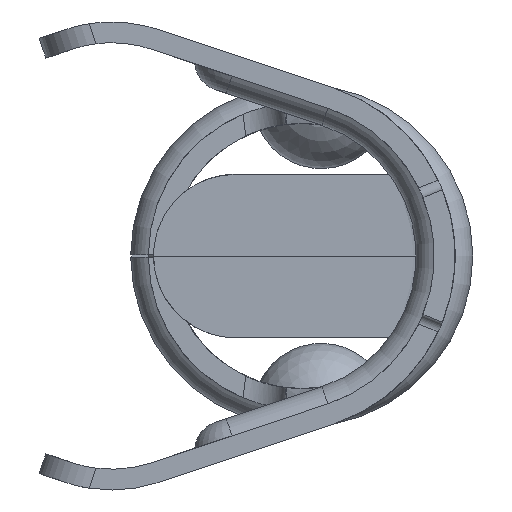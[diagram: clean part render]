
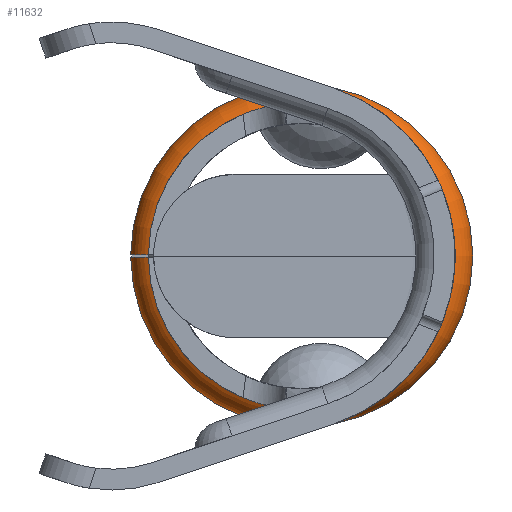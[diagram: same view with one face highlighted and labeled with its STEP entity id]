
A CAD part, left-side view. The second image highlights one B-rep face of the part: STEP entity #11632.
In plain terms, the highlighted toroidal (fillet/blend) face has major radius 3.416 mm and minor radius 0.762 mm.
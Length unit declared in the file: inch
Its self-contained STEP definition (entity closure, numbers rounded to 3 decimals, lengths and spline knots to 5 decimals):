
#163 = ORIENTED_EDGE ( 'NONE', *, *, #9338, .T. ) ;
#1457 = CARTESIAN_POINT ( 'NONE',  ( -0.787, 0., 0. ) ) ;
#1658 = CIRCLE ( 'NONE', #10758, 0.1475 ) ;
#1972 = CARTESIAN_POINT ( 'NONE',  ( -0.75996, 0.1645, 0.001 ) ) ;
#3182 = DIRECTION ( 'NONE',  ( 1., 0., 0. ) ) ;
#3445 = EDGE_CURVE ( 'NONE', #4763, #16083, #12584, .T. ) ;
#3530 = CARTESIAN_POINT ( 'NONE',  ( -0.7807, 0.1569, 0.001 ) ) ;
#3732 = CARTESIAN_POINT ( 'NONE',  ( -0.7712, 0.16287, -0.001 ) ) ;
#3844 = DIRECTION ( 'NONE',  ( 0., 1., 0. ) ) ;
#3948 = VERTEX_POINT ( 'NONE', #1972 ) ;
#4719 = ORIENTED_EDGE ( 'NONE', *, *, #3445, .T. ) ;
#4763 = VERTEX_POINT ( 'NONE', #9429 ) ;
#4950 = CARTESIAN_POINT ( 'NONE',  ( -0.787, 0.1475, -0.001 ) ) ;
#5462 = CARTESIAN_POINT ( 'NONE',  ( -0.787, 0.1475, 0.001 ) ) ;
#6182 = EDGE_CURVE ( 'NONE', #3948, #8335, #15251, .T. ) ;
#6430 = DIRECTION ( 'NONE',  ( 1., 0., 0. ) ) ;
#6779 = EDGE_LOOP ( 'NONE', ( #163, #4719, #12784, #8788 ) ) ;
#8157 = DIRECTION ( 'NONE',  ( 0., 1., 0. ) ) ;
#8335 = VERTEX_POINT ( 'NONE', #5462 ) ;
#8408 = CIRCLE ( 'NONE', #10496, 0.1645 ) ;
#8504 = CARTESIAN_POINT ( 'NONE',  ( -0.78458, 0.15253, 0.001 ) ) ;
#8671 = TOROIDAL_SURFACE ( 'NONE', #10743, 0.1345, 0.03 ) ;
#8708 = CARTESIAN_POINT ( 'NONE',  ( -0.76555, 0.1645, -0.001 ) ) ;
#8788 = ORIENTED_EDGE ( 'NONE', *, *, #6182, .T. ) ;
#9338 = EDGE_CURVE ( 'NONE', #8335, #4763, #1658, .T. ) ;
#9429 = CARTESIAN_POINT ( 'NONE',  ( -0.787, 0.1475, -0.001 ) ) ;
#9729 = CARTESIAN_POINT ( 'NONE',  ( -0.76557, 0.1645, 0.001 ) ) ;
#9931 = CARTESIAN_POINT ( 'NONE',  ( -0.78455, 0.15259, -0.001 ) ) ;
#10045 = CARTESIAN_POINT ( 'NONE',  ( -0.75996, 0., 0. ) ) ;
#10496 = AXIS2_PLACEMENT_3D ( 'NONE', #14331, #3182, #8157 ) ;
#10743 = AXIS2_PLACEMENT_3D ( 'NONE', #10045, #14994, #3844 ) ;
#10758 = AXIS2_PLACEMENT_3D ( 'NONE', #1457, #6430, #11393 ) ;
#11264 = FACE_OUTER_BOUND ( 'NONE', #6779, .T. ) ;
#11393 = DIRECTION ( 'NONE',  ( 0., 1., 0. ) ) ;
#11632 = ADVANCED_FACE ( 'NONE', ( #11264 ), #8671, .T. ) ;
#11853 = EDGE_CURVE ( 'NONE', #3948, #16083, #8408, .T. ) ;
#12584 = B_SPLINE_CURVE_WITH_KNOTS ( 'NONE', 3,
 ( #4950, #9931, #14882, #3732, #8708, #13667 ),
 .UNSPECIFIED., .F., .F.,
 ( 4, 2, 4 ),
 ( 0.00129, 0.00172, 0.00215 ),
 .UNSPECIFIED. ) ;
#12784 = ORIENTED_EDGE ( 'NONE', *, *, #11853, .F. ) ;
#13377 = CARTESIAN_POINT ( 'NONE',  ( -0.75996, 0.1645, 0.001 ) ) ;
#13456 = CARTESIAN_POINT ( 'NONE',  ( -0.787, 0.1475, 0.001 ) ) ;
#13667 = CARTESIAN_POINT ( 'NONE',  ( -0.75996, 0.1645, -0.001 ) ) ;
#14331 = CARTESIAN_POINT ( 'NONE',  ( -0.75996, 0., 0. ) ) ;
#14684 = CARTESIAN_POINT ( 'NONE',  ( -0.77115, 0.1629, 0.001 ) ) ;
#14882 = CARTESIAN_POINT ( 'NONE',  ( -0.78068, 0.1569, -0.001 ) ) ;
#14994 = DIRECTION ( 'NONE',  ( 1., 0., 0. ) ) ;
#15251 = B_SPLINE_CURVE_WITH_KNOTS ( 'NONE', 3,
 ( #13377, #9729, #14684, #3530, #8504, #13456 ),
 .UNSPECIFIED., .F., .F.,
 ( 4, 2, 4 ),
 ( 0.00262, 0.00304, 0.00347 ),
 .UNSPECIFIED. ) ;
#15579 = CARTESIAN_POINT ( 'NONE',  ( -0.75996, 0.1645, -0.001 ) ) ;
#16083 = VERTEX_POINT ( 'NONE', #15579 ) ;
